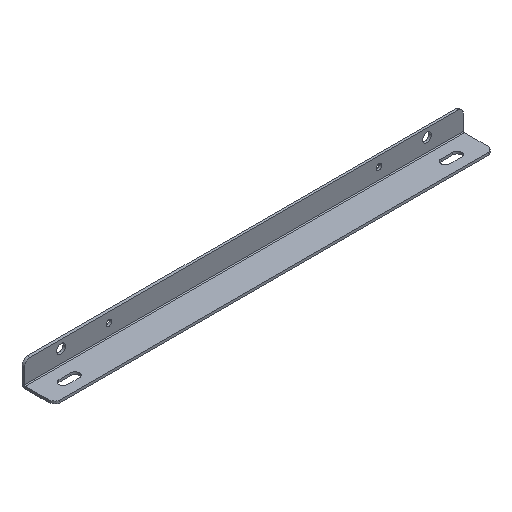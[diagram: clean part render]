
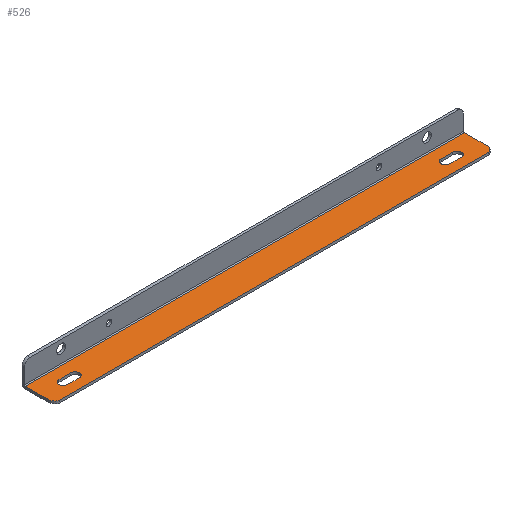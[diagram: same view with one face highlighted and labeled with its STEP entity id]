
A CAD part, isometric view. The second image highlights one B-rep face of the part: STEP entity #526.
In plain terms, the highlighted planar face has unit normal (0, 0, 1).
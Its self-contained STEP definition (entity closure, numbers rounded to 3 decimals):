
#1 = CARTESIAN_POINT ( 'NONE',  ( -227.75, 17., 0. ) ) ;
#2 = CARTESIAN_POINT ( 'NONE',  ( 242.25, 11.75, 0. ) ) ;
#19 = AXIS2_PLACEMENT_3D ( 'NONE', #464, #470, #478 ) ;
#26 = CARTESIAN_POINT ( 'NONE',  ( -270., 7.746, 0. ) ) ;
#32 = AXIS2_PLACEMENT_3D ( 'NONE', #1142, #1195, #538 ) ;
#36 = DIRECTION ( 'NONE',  ( -1., 0., 0. ) ) ;
#42 = EDGE_CURVE ( 'NONE', #1079, #733, #606, .T. ) ;
#44 = DIRECTION ( 'NONE',  ( -1., 0., 0. ) ) ;
#46 = DIRECTION ( 'NONE',  ( -1., 0., 0. ) ) ;
#64 = EDGE_CURVE ( 'NONE', #941, #753, #580, .T. ) ;
#68 = EDGE_CURVE ( 'NONE', #792, #1077, #165, .T. ) ;
#80 = EDGE_CURVE ( 'NONE', #1150, #678, #532, .T. ) ;
#84 = CARTESIAN_POINT ( 'NONE',  ( 242.25, 22.25, 0. ) ) ;
#100 = EDGE_CURVE ( 'NONE', #687, #990, #523, .T. ) ;
#129 = EDGE_CURVE ( 'NONE', #858, #1150, #522, .T. ) ;
#130 = CARTESIAN_POINT ( 'NONE',  ( -264., 0., 0. ) ) ;
#149 = FACE_OUTER_BOUND ( 'NONE', #705, .T. ) ;
#150 = CIRCLE ( 'NONE', #1181, 5.25 ) ;
#165 = CIRCLE ( 'NONE', #533, 8. ) ;
#174 = CARTESIAN_POINT ( 'NONE',  ( 262., 36., 0. ) ) ;
#187 = EDGE_CURVE ( 'NONE', #689, #703, #510, .T. ) ;
#190 = EDGE_CURVE ( 'NONE', #753, #689, #150, .T. ) ;
#192 = DIRECTION ( 'NONE',  ( 0., 1., 0. ) ) ;
#210 = CARTESIAN_POINT ( 'NONE',  ( 270., 57.254, 0. ) ) ;
#219 = CARTESIAN_POINT ( 'NONE',  ( 270., 7.746, 0. ) ) ;
#227 = VECTOR ( 'NONE', #670, 1000. ) ;
#229 = CIRCLE ( 'NONE', #471, 5.25 ) ;
#232 = CARTESIAN_POINT ( 'NONE',  ( -270., 36., 0. ) ) ;
#235 = LINE ( 'NONE', #655, #227 ) ;
#245 = CIRCLE ( 'NONE', #1185, 5.25 ) ;
#247 = CIRCLE ( 'NONE', #19, 8. ) ;
#250 = EDGE_CURVE ( 'NONE', #703, #891, #488, .T. ) ;
#268 = CARTESIAN_POINT ( 'NONE',  ( -242.25, 11.75, 0. ) ) ;
#273 = EDGE_CURVE ( 'NONE', #678, #687, #473, .T. ) ;
#274 = AXIS2_PLACEMENT_3D ( 'NONE', #1, #942, #881 ) ;
#291 = FACE_BOUND ( 'NONE', #790, .T. ) ;
#294 = FACE_BOUND ( 'NONE', #719, .T. ) ;
#306 = CARTESIAN_POINT ( 'NONE',  ( 247.5, 17., 0. ) ) ;
#311 = CARTESIAN_POINT ( 'NONE',  ( -227.75, 11.75, 0. ) ) ;
#387 = EDGE_CURVE ( 'NONE', #1077, #986, #402, .T. ) ;
#392 = VECTOR ( 'NONE', #1215, 1000. ) ;
#396 = LINE ( 'NONE', #174, #392 ) ;
#398 = CARTESIAN_POINT ( 'NONE',  ( 242.25, 11.75, 0. ) ) ;
#402 = LINE ( 'NONE', #210, #404 ) ;
#404 = VECTOR ( 'NONE', #192, 1000. ) ;
#405 = EDGE_CURVE ( 'NONE', #1079, #986, #396, .T. ) ;
#422 = DIRECTION ( 'NONE',  ( 0., 0., 1. ) ) ;
#442 = CARTESIAN_POINT ( 'NONE',  ( 264., 0., 0. ) ) ;
#444 = CARTESIAN_POINT ( 'NONE',  ( -242.25, 22.25, 0. ) ) ;
#464 = CARTESIAN_POINT ( 'NONE',  ( -262., 7.746, 0. ) ) ;
#468 = VECTOR ( 'NONE', #742, 1000. ) ;
#470 = DIRECTION ( 'NONE',  ( 0., 0., 1. ) ) ;
#471 = AXIS2_PLACEMENT_3D ( 'NONE', #810, #804, #799 ) ;
#473 = LINE ( 'NONE', #574, #468 ) ;
#475 = VECTOR ( 'NONE', #46, 1000. ) ;
#478 = DIRECTION ( 'NONE',  ( -1., 0., 0. ) ) ;
#488 = LINE ( 'NONE', #550, #475 ) ;
#501 = AXIS2_PLACEMENT_3D ( 'NONE', #640, #934, #1204 ) ;
#510 = CIRCLE ( 'NONE', #32, 5.25 ) ;
#513 = VECTOR ( 'NONE', #44, 1000. ) ;
#522 = LINE ( 'NONE', #639, #513 ) ;
#523 = CIRCLE ( 'NONE', #274, 5.25 ) ;
#526 = ADVANCED_FACE ( 'NONE', ( #149, #291, #294 ), #938, .F. ) ;
#532 = CIRCLE ( 'NONE', #501, 5.25 ) ;
#533 = AXIS2_PLACEMENT_3D ( 'NONE', #616, #731, #772 ) ;
#538 = DIRECTION ( 'NONE',  ( -1., 0., 0. ) ) ;
#550 = CARTESIAN_POINT ( 'NONE',  ( 242.25, 22.25, 0. ) ) ;
#560 = VECTOR ( 'NONE', #947, 1000. ) ;
#574 = CARTESIAN_POINT ( 'NONE',  ( -242.25, 11.75, 0. ) ) ;
#580 = LINE ( 'NONE', #398, #560 ) ;
#591 = DIRECTION ( 'NONE',  ( 0., -1., 0. ) ) ;
#599 = VECTOR ( 'NONE', #591, 1000. ) ;
#606 = LINE ( 'NONE', #1214, #599 ) ;
#616 = CARTESIAN_POINT ( 'NONE',  ( 262., 7.746, 0. ) ) ;
#623 = ORIENTED_EDGE ( 'NONE', *, *, #405, .F. ) ;
#625 = ORIENTED_EDGE ( 'NONE', *, *, #68, .T. ) ;
#639 = CARTESIAN_POINT ( 'NONE',  ( -242.25, 22.25, 0. ) ) ;
#640 = CARTESIAN_POINT ( 'NONE',  ( -242.25, 17., 0. ) ) ;
#646 = DIRECTION ( 'NONE',  ( 1., 0., 0. ) ) ;
#655 = CARTESIAN_POINT ( 'NONE',  ( 264., 0., 0. ) ) ;
#666 = ORIENTED_EDGE ( 'NONE', *, *, #975, .T. ) ;
#667 = ORIENTED_EDGE ( 'NONE', *, *, #190, .F. ) ;
#670 = DIRECTION ( 'NONE',  ( 1., 0., 0. ) ) ;
#677 = VERTEX_POINT ( 'NONE', #130 ) ;
#678 = VERTEX_POINT ( 'NONE', #268 ) ;
#687 = VERTEX_POINT ( 'NONE', #311 ) ;
#689 = VERTEX_POINT ( 'NONE', #306 ) ;
#703 = VERTEX_POINT ( 'NONE', #84 ) ;
#705 = EDGE_LOOP ( 'NONE', ( #623, #953, #1106, #666, #625, #767 ) ) ;
#719 = EDGE_LOOP ( 'NONE', ( #848, #846, #667, #1210, #1083 ) ) ;
#731 = DIRECTION ( 'NONE',  ( 0., 0., 1. ) ) ;
#733 = VERTEX_POINT ( 'NONE', #26 ) ;
#742 = DIRECTION ( 'NONE',  ( 1., 0., 0. ) ) ;
#753 = VERTEX_POINT ( 'NONE', #2 ) ;
#755 = EDGE_CURVE ( 'NONE', #733, #677, #247, .T. ) ;
#764 = ORIENTED_EDGE ( 'NONE', *, *, #100, .F. ) ;
#767 = ORIENTED_EDGE ( 'NONE', *, *, #387, .T. ) ;
#772 = DIRECTION ( 'NONE',  ( 1., 0., 0. ) ) ;
#790 = EDGE_LOOP ( 'NONE', ( #819, #839, #764, #842, #1044 ) ) ;
#792 = VERTEX_POINT ( 'NONE', #442 ) ;
#799 = DIRECTION ( 'NONE',  ( -1., 0., 0. ) ) ;
#804 = DIRECTION ( 'NONE',  ( 0., 0., 1. ) ) ;
#810 = CARTESIAN_POINT ( 'NONE',  ( -227.75, 17., 0. ) ) ;
#815 = CARTESIAN_POINT ( 'NONE',  ( -222.5, 17., 0. ) ) ;
#819 = ORIENTED_EDGE ( 'NONE', *, *, #129, .F. ) ;
#826 = DIRECTION ( 'NONE',  ( 0., 0., 1. ) ) ;
#832 = CARTESIAN_POINT ( 'NONE',  ( 227.75, 11.75, 0. ) ) ;
#837 = CARTESIAN_POINT ( 'NONE',  ( 227.75, 17., 0. ) ) ;
#839 = ORIENTED_EDGE ( 'NONE', *, *, #982, .F. ) ;
#842 = ORIENTED_EDGE ( 'NONE', *, *, #273, .F. ) ;
#846 = ORIENTED_EDGE ( 'NONE', *, *, #187, .F. ) ;
#848 = ORIENTED_EDGE ( 'NONE', *, *, #250, .F. ) ;
#858 = VERTEX_POINT ( 'NONE', #972 ) ;
#868 = DIRECTION ( 'NONE',  ( 0., 0., -1. ) ) ;
#881 = DIRECTION ( 'NONE',  ( -1., 0., 0. ) ) ;
#891 = VERTEX_POINT ( 'NONE', #1070 ) ;
#912 = CARTESIAN_POINT ( 'NONE',  ( 270., 36., 0. ) ) ;
#916 = CARTESIAN_POINT ( 'NONE',  ( 262., 57.254, 0. ) ) ;
#934 = DIRECTION ( 'NONE',  ( 0., 0., 1. ) ) ;
#938 = PLANE ( 'NONE',  #1139 ) ;
#941 = VERTEX_POINT ( 'NONE', #832 ) ;
#942 = DIRECTION ( 'NONE',  ( 0., 0., 1. ) ) ;
#947 = DIRECTION ( 'NONE',  ( 1., 0., 0. ) ) ;
#953 = ORIENTED_EDGE ( 'NONE', *, *, #42, .T. ) ;
#968 = DIRECTION ( 'NONE',  ( -1., 0., 0. ) ) ;
#972 = CARTESIAN_POINT ( 'NONE',  ( -227.75, 22.25, 0. ) ) ;
#975 = EDGE_CURVE ( 'NONE', #677, #792, #235, .T. ) ;
#982 = EDGE_CURVE ( 'NONE', #990, #858, #229, .T. ) ;
#986 = VERTEX_POINT ( 'NONE', #912 ) ;
#990 = VERTEX_POINT ( 'NONE', #815 ) ;
#992 = EDGE_CURVE ( 'NONE', #891, #941, #245, .T. ) ;
#1044 = ORIENTED_EDGE ( 'NONE', *, *, #80, .F. ) ;
#1070 = CARTESIAN_POINT ( 'NONE',  ( 227.75, 22.25, 0. ) ) ;
#1077 = VERTEX_POINT ( 'NONE', #219 ) ;
#1079 = VERTEX_POINT ( 'NONE', #232 ) ;
#1083 = ORIENTED_EDGE ( 'NONE', *, *, #992, .F. ) ;
#1106 = ORIENTED_EDGE ( 'NONE', *, *, #755, .T. ) ;
#1131 = CARTESIAN_POINT ( 'NONE',  ( 242.25, 17., 0. ) ) ;
#1139 = AXIS2_PLACEMENT_3D ( 'NONE', #916, #868, #968 ) ;
#1142 = CARTESIAN_POINT ( 'NONE',  ( 242.25, 17., 0. ) ) ;
#1150 = VERTEX_POINT ( 'NONE', #444 ) ;
#1181 = AXIS2_PLACEMENT_3D ( 'NONE', #1131, #422, #36 ) ;
#1185 = AXIS2_PLACEMENT_3D ( 'NONE', #837, #826, #646 ) ;
#1195 = DIRECTION ( 'NONE',  ( 0., 0., 1. ) ) ;
#1204 = DIRECTION ( 'NONE',  ( 1., 0., 0. ) ) ;
#1210 = ORIENTED_EDGE ( 'NONE', *, *, #64, .F. ) ;
#1214 = CARTESIAN_POINT ( 'NONE',  ( -270., 57.254, 0. ) ) ;
#1215 = DIRECTION ( 'NONE',  ( 1., 0., 0. ) ) ;
